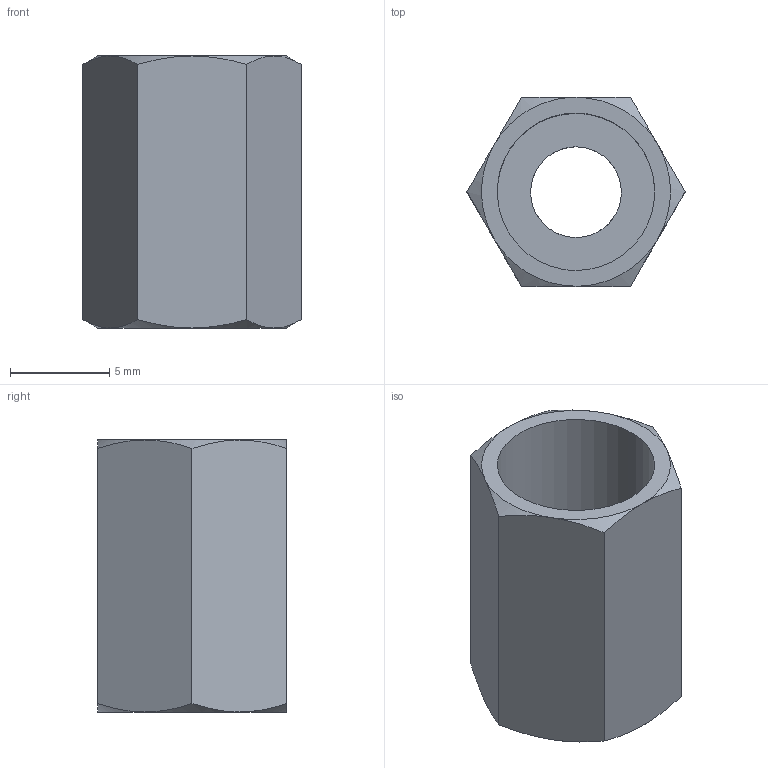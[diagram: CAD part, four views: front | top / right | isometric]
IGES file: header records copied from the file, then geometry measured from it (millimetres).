
Global section: file name: 2_BTX-S; native system: Autodesk Inventor 2016; preprocessor: unknown; author: ta29392; date: 20170822.170312; units: inch
Bounding box: 11 x 9.53 x 13.72 mm (x, y, z)
Volume: 459.9 mm3; surface area: 891.5 mm2
Topology: 1 solids, 1 shells, 23 faces, 52 edges, 32 vertices
Faces by surface type: bspline 23
